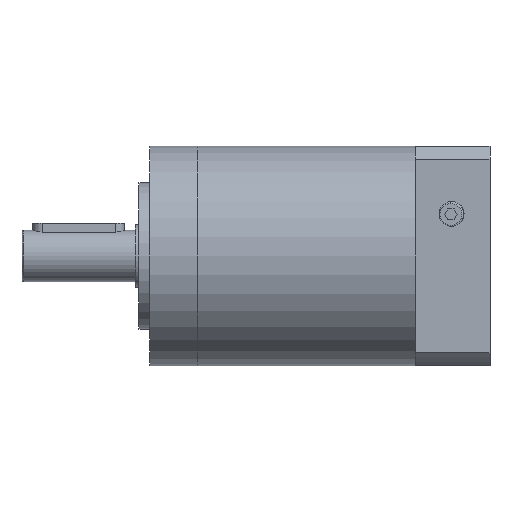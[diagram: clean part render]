
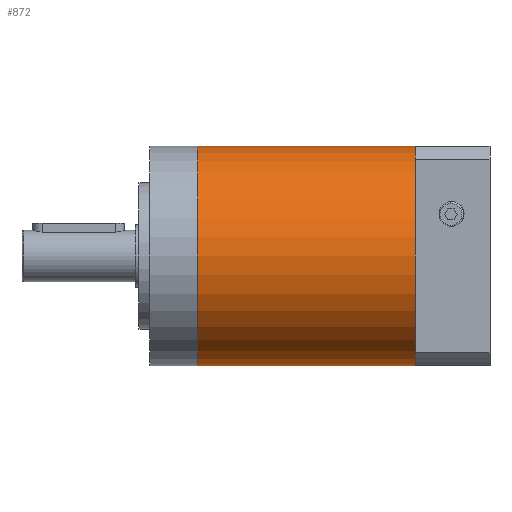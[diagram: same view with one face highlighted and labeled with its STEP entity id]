
A CAD part, left-side view. The second image highlights one B-rep face of the part: STEP entity #872.
In plain terms, the highlighted cylindrical face has radius 30 mm (diameter 60 mm), a partial arc.
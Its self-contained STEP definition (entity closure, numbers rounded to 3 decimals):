
#63 = CARTESIAN_POINT ( 'NONE',  ( 0., 29.75, 0. ) ) ;
#76 = VECTOR ( 'NONE', #4145, 1000. ) ;
#122 = CARTESIAN_POINT ( 'NONE',  ( 0., -29.75, 0. ) ) ;
#153 = DIRECTION ( 'NONE',  ( 0., 1., 0. ) ) ;
#158 = DIRECTION ( 'NONE',  ( 0., 0., 1. ) ) ;
#164 = ORIENTED_EDGE ( 'NONE', *, *, #5032, .F. ) ;
#187 = DIRECTION ( 'NONE',  ( 0., 0., -1. ) ) ;
#236 = ORIENTED_EDGE ( 'NONE', *, *, #3144, .F. ) ;
#299 = ORIENTED_EDGE ( 'NONE', *, *, #1618, .T. ) ;
#402 = CARTESIAN_POINT ( 'NONE',  ( 0., 29.75, -30. ) ) ;
#448 = ORIENTED_EDGE ( 'NONE', *, *, #759, .T. ) ;
#469 = DIRECTION ( 'NONE',  ( 0., -1., 0. ) ) ;
#524 = ORIENTED_EDGE ( 'NONE', *, *, #1132, .T. ) ;
#584 = VERTEX_POINT ( 'NONE', #3245 ) ;
#643 = CARTESIAN_POINT ( 'NONE',  ( 0., -29.75, 30. ) ) ;
#759 = EDGE_CURVE ( 'NONE', #1145, #584, #5163, .T. ) ;
#872 = ADVANCED_FACE ( 'NONE', ( #3520 ), #1848, .T. ) ;
#1132 = EDGE_CURVE ( 'NONE', #584, #4788, #3738, .T. ) ;
#1145 = VERTEX_POINT ( 'NONE', #3386 ) ;
#1186 = LINE ( 'NONE', #3737, #76 ) ;
#1618 = EDGE_CURVE ( 'NONE', #4822, #1145, #1186, .T. ) ;
#1666 = AXIS2_PLACEMENT_3D ( 'NONE', #3421, #3446, #3431 ) ;
#1730 = DIRECTION ( 'NONE',  ( 0., 0., 1. ) ) ;
#1848 = CYLINDRICAL_SURFACE ( 'NONE', #2286, 30. ) ;
#2106 = DIRECTION ( 'NONE',  ( 0., 1., 0. ) ) ;
#2125 = CARTESIAN_POINT ( 'NONE',  ( 0., 29.75, 0. ) ) ;
#2278 = DIRECTION ( 'NONE',  ( 0., -1., 0. ) ) ;
#2286 = AXIS2_PLACEMENT_3D ( 'NONE', #63, #469, #187 ) ;
#2447 = AXIS2_PLACEMENT_3D ( 'NONE', #2125, #2106, #1730 ) ;
#2513 = EDGE_LOOP ( 'NONE', ( #164, #236, #299, #448, #524 ) ) ;
#2678 = CARTESIAN_POINT ( 'NONE',  ( 0., 29.75, 30. ) ) ;
#2700 = CIRCLE ( 'NONE', #2447, 30. ) ;
#2773 = AXIS2_PLACEMENT_3D ( 'NONE', #122, #153, #158 ) ;
#2868 = LINE ( 'NONE', #2678, #4813 ) ;
#3144 = EDGE_CURVE ( 'NONE', #4822, #4547, #2700, .T. ) ;
#3245 = CARTESIAN_POINT ( 'NONE',  ( -30., -29.75, 0. ) ) ;
#3386 = CARTESIAN_POINT ( 'NONE',  ( 0., -29.75, -30. ) ) ;
#3421 = CARTESIAN_POINT ( 'NONE',  ( 0., -29.75, 0. ) ) ;
#3431 = DIRECTION ( 'NONE',  ( 0., 0., 1. ) ) ;
#3446 = DIRECTION ( 'NONE',  ( 0., 1., 0. ) ) ;
#3520 = FACE_OUTER_BOUND ( 'NONE', #2513, .T. ) ;
#3737 = CARTESIAN_POINT ( 'NONE',  ( 0., 29.75, -30. ) ) ;
#3738 = CIRCLE ( 'NONE', #1666, 30. ) ;
#4145 = DIRECTION ( 'NONE',  ( 0., -1., 0. ) ) ;
#4547 = VERTEX_POINT ( 'NONE', #5105 ) ;
#4788 = VERTEX_POINT ( 'NONE', #643 ) ;
#4813 = VECTOR ( 'NONE', #2278, 1000. ) ;
#4822 = VERTEX_POINT ( 'NONE', #402 ) ;
#5032 = EDGE_CURVE ( 'NONE', #4547, #4788, #2868, .T. ) ;
#5105 = CARTESIAN_POINT ( 'NONE',  ( 0., 29.75, 30. ) ) ;
#5163 = CIRCLE ( 'NONE', #2773, 30. ) ;
